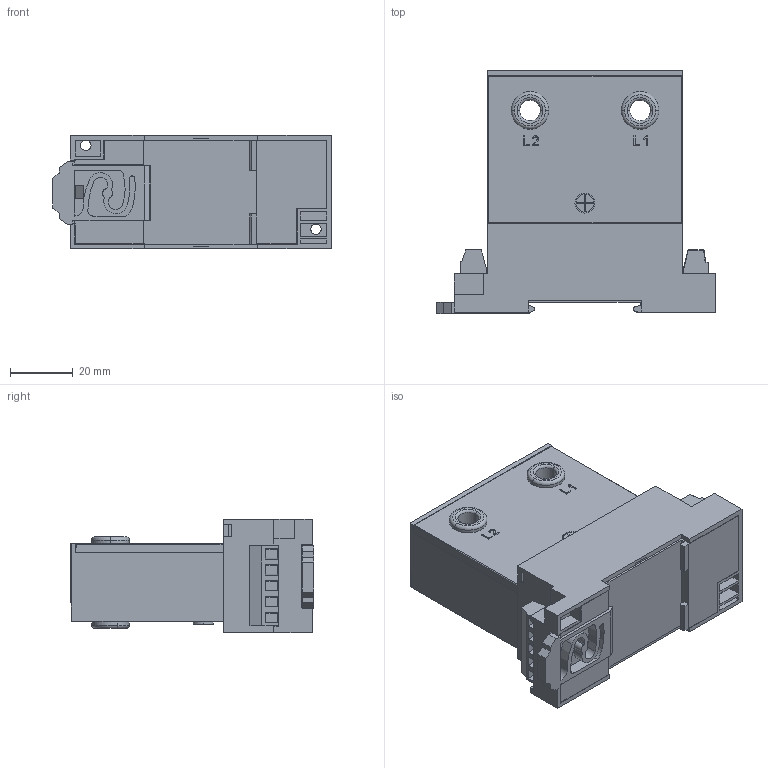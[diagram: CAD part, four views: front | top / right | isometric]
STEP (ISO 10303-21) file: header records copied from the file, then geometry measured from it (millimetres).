
FILE_DESCRIPTION (( 'STEP AP203' ), '1' );
FILE_NAME ('Transducer Two Small Hole Current-2018.STEP', '2018-01-03T21:25:56', ( '' ), ( '' ), 'SwSTEP 2.0', 'SolidWorks 2018', '' );
FILE_SCHEMA (( 'CONFIG_CONTROL_DESIGN' ));
Length unit declared in the file: inch
Products named in the file (10): M001559 insert, transducer small hole; M001550-Cover, Trans Low Base - Bottom; Transducer Two Small Hole Current-2018; M001551 RevB - Clip, Trans Mounting - Din Rail_Reinforced; M001552 - Base, Trans Lower - Universal; M000713-Term-Block-PCB-5-4-3-Space; M002102 RevA - Terminal Block, 4-Position Plug; M001553-Cover, Trans Lowr Base Trimpot; M001558A-Case, Trans Tall - No Hole_S001558-2; M001560A -Cover, Trans Tall - No Hole_Printed 2
Assembly tree (12 placements, depth 2):
  Transducer Two Small Hole Current-2018
    M001550-Cover, Trans Low Base - Bottom
    M001551 RevB - Clip, Trans Mounting - Din Rail_Reinforced
    M001552 - Base, Trans Lower - Universal
    M000713-Term-Block-PCB-5-4-3-Space
    M002102 RevA - Terminal Block, 4-Position Plug
    M001553-Cover, Trans Lowr Base Trimpot
    M001558A-Case, Trans Tall - No Hole_S001558-2
    M001560A -Cover, Trans Tall - No Hole_Printed 2
    M001559 insert, transducer small hole  x4
Bounding box: 88.59 x 77.18 x 36.09 mm (x, y, z)
Volume: 41445.5 mm3; surface area: 50927.2 mm2
Topology: 13 solids, 13 shells, 771 faces, 1968 edges, 1253 vertices
Faces by surface type: plane 501, cylinder 190, sphere 26, bspline 22, torus 22, cone 10
Entity records: 23792 total; most frequent: CARTESIAN_POINT 4858, ORIENTED_EDGE 3744, DIRECTION 3571, EDGE_CURVE 1872, LINE 1443, VECTOR 1443, VERTEX_POINT 1205, AXIS2_PLACEMENT_3D 1064
